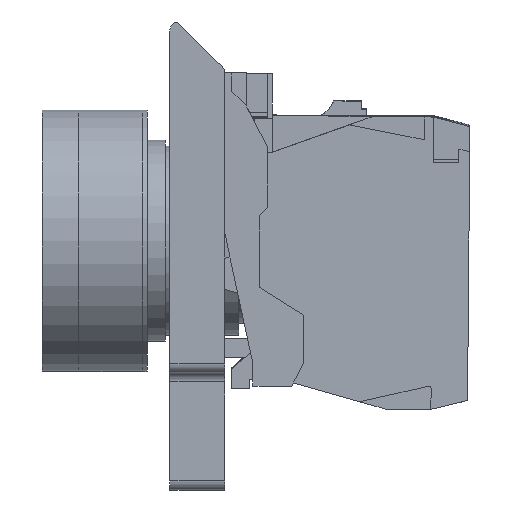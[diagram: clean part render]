
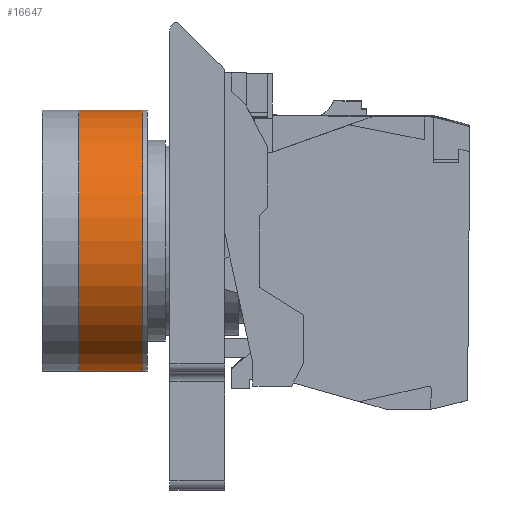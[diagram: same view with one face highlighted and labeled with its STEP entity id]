
A CAD part, left-side view. The second image highlights one B-rep face of the part: STEP entity #16647.
In plain terms, the highlighted cylindrical face has radius 14.3 mm (diameter 28.6 mm), a partial arc.
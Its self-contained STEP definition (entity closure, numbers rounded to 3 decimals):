
#1268 = LINE ( 'NONE', #1472, #9234 ) ;
#1472 = CARTESIAN_POINT ( 'NONE',  ( 0., 7., -14.3 ) ) ;
#3718 = DIRECTION ( 'NONE',  ( 0., 1., 0. ) ) ;
#3762 = AXIS2_PLACEMENT_3D ( 'NONE', #21218, #3718, #14625 ) ;
#3801 = DIRECTION ( 'NONE',  ( 0., -1., 0. ) ) ;
#4051 = VERTEX_POINT ( 'NONE', #17322 ) ;
#5291 = ORIENTED_EDGE ( 'NONE', *, *, #21454, .F. ) ;
#5604 = LINE ( 'NONE', #18778, #8355 ) ;
#5783 = EDGE_LOOP ( 'NONE', ( #5291, #9869, #8377, #24795 ) ) ;
#6194 = CIRCLE ( 'NONE', #3762, 14.3 ) ;
#7014 = CARTESIAN_POINT ( 'NONE',  ( 0., 7., 14.3 ) ) ;
#7671 = FACE_OUTER_BOUND ( 'NONE', #5783, .T. ) ;
#7912 = CIRCLE ( 'NONE', #26935, 14.3 ) ;
#8355 = VECTOR ( 'NONE', #21009, 1000. ) ;
#8377 = ORIENTED_EDGE ( 'NONE', *, *, #13863, .T. ) ;
#8851 = EDGE_CURVE ( 'NONE', #9922, #12977, #6194, .T. ) ;
#9234 = VECTOR ( 'NONE', #3801, 1000. ) ;
#9869 = ORIENTED_EDGE ( 'NONE', *, *, #8851, .F. ) ;
#9922 = VERTEX_POINT ( 'NONE', #18909 ) ;
#10378 = CARTESIAN_POINT ( 'NONE',  ( 0., 0., 0. ) ) ;
#10504 = DIRECTION ( 'NONE',  ( 0., 0., -1. ) ) ;
#12419 = EDGE_CURVE ( 'NONE', #26162, #4051, #7912, .T. ) ;
#12480 = DIRECTION ( 'NONE',  ( 0., 1., 0. ) ) ;
#12977 = VERTEX_POINT ( 'NONE', #7014 ) ;
#13863 = EDGE_CURVE ( 'NONE', #9922, #26162, #1268, .T. ) ;
#14625 = DIRECTION ( 'NONE',  ( 0., 0., 1. ) ) ;
#16373 = CARTESIAN_POINT ( 'NONE',  ( 0., 7., 0. ) ) ;
#16647 = ADVANCED_FACE ( 'NONE', ( #7671 ), #17684, .T. ) ;
#17322 = CARTESIAN_POINT ( 'NONE',  ( 0., 0., 14.3 ) ) ;
#17684 = CYLINDRICAL_SURFACE ( 'NONE', #21305, 14.3 ) ;
#18778 = CARTESIAN_POINT ( 'NONE',  ( 0., 7., 14.3 ) ) ;
#18909 = CARTESIAN_POINT ( 'NONE',  ( 0., 7., -14.3 ) ) ;
#21009 = DIRECTION ( 'NONE',  ( 0., -1., 0. ) ) ;
#21218 = CARTESIAN_POINT ( 'NONE',  ( 0., 7., 0. ) ) ;
#21296 = DIRECTION ( 'NONE',  ( 0., 0., 1. ) ) ;
#21305 = AXIS2_PLACEMENT_3D ( 'NONE', #16373, #28156, #10504 ) ;
#21454 = EDGE_CURVE ( 'NONE', #12977, #4051, #5604, .T. ) ;
#24795 = ORIENTED_EDGE ( 'NONE', *, *, #12419, .T. ) ;
#25393 = CARTESIAN_POINT ( 'NONE',  ( 0., 0., -14.3 ) ) ;
#26162 = VERTEX_POINT ( 'NONE', #25393 ) ;
#26935 = AXIS2_PLACEMENT_3D ( 'NONE', #10378, #12480, #21296 ) ;
#28156 = DIRECTION ( 'NONE',  ( 0., -1., 0. ) ) ;
